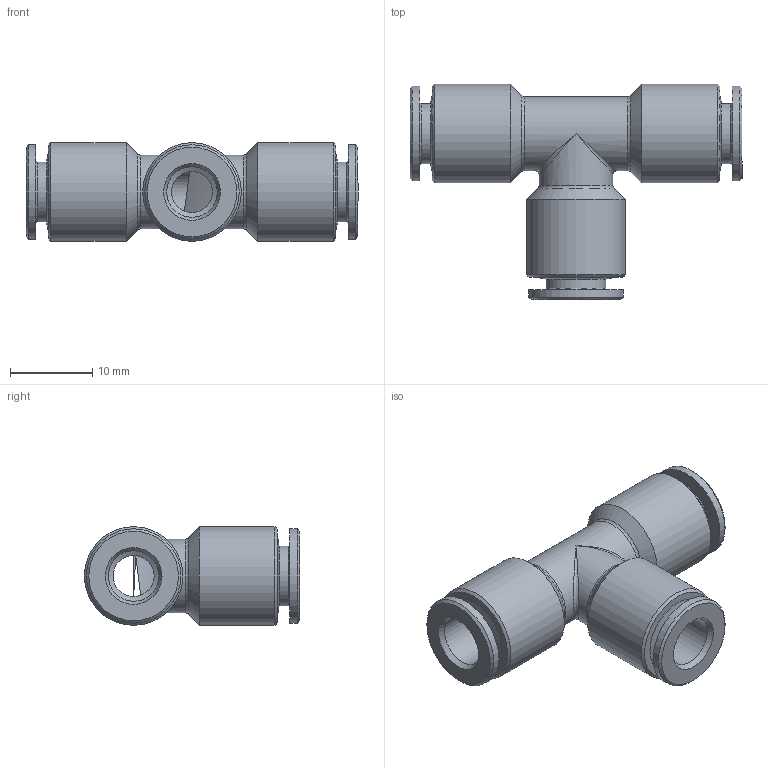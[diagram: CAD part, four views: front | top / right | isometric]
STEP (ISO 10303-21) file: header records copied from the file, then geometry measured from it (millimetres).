
FILE_DESCRIPTION( ( 'STEP AP214' ), '1' );
FILE_NAME( 'psolqas_10380_42.stp', '2020-12-01T17:07:41', ( 'License CC BY-ND 4.0' ), ( 'CADENAS' ), ' ', 'PARTsolutions', ' ' );
FILE_SCHEMA( ( 'AUTOMOTIVE_DESIGN { 1 0 10303 214 1 1 1 1 }' ) );
Length unit declared in the file: metre
Products named in the file (1): NONE
Bounding box: 40.4 x 26.2 x 12 mm (x, y, z)
Volume: 3532.7 mm3; surface area: 3545.4 mm2
Topology: 1 solids, 1 shells, 51 faces, 110 edges, 62 vertices
Faces by surface type: cone 21, cylinder 16, plane 9, torus 3, bspline 2
Full cylindrical faces by diameter (mm): 5 x2, 6.15 x3, 7.3 x3, 9 x2, 11.5 x3, 12 x3
Entity records: 1752 total; most frequent: CARTESIAN_POINT 450, DIRECTION 196, ORIENTED_EDGE 112, EDGE_LOOP 102, AXIS2_PLACEMENT_3D 98, FACE_OUTER_BOUND 70, EDGE_CURVE 56, VERTEX_POINT 54
